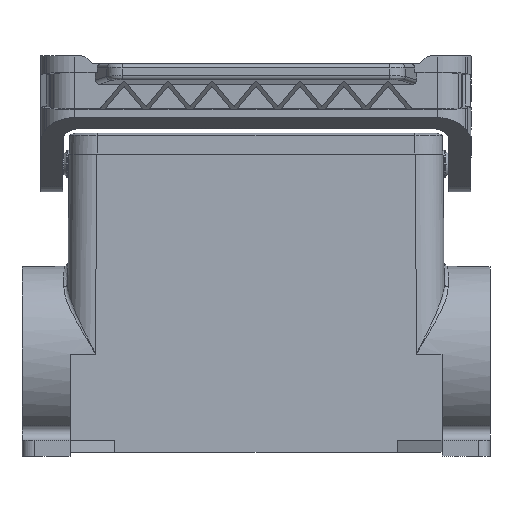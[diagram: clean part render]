
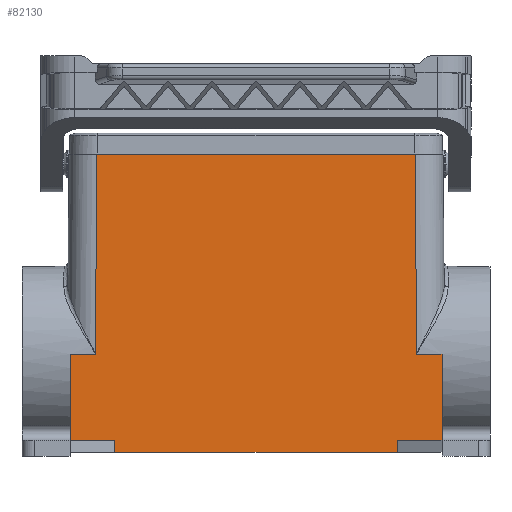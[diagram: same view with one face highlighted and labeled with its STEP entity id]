
A CAD part, front view. The second image highlights one B-rep face of the part: STEP entity #82130.
In plain terms, the highlighted face is planar.
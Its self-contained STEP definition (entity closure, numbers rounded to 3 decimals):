
#730=CARTESIAN_POINT('',(33.384,62.14,
24.691));
#740=VERTEX_POINT('',#730);
#3660=CARTESIAN_POINT('',(33.169,62.355,
0.061));
#3670=DIRECTION('',(0.009,-0.009,
1.));
#3680=VECTOR('',#3670,1.);
#3690=LINE('',#3660,#3680);
#3700=CARTESIAN_POINT('',(33.382,62.141,24.5));
#3710=VERTEX_POINT('',#3700);
#3720=EDGE_CURVE('',#3710,#740,#3690,.T.);
#23440=CARTESIAN_POINT('',(33.818,61.705,74.5));
#23450=VERTEX_POINT('',#23440);
#23500=EDGE_CURVE('',#740,#23450,#3690,.T.);
#28160=CARTESIAN_POINT('',(38.067,62.355,0.));
#28170=DIRECTION('',(-0.015,0.009,
-1.));
#28180=VECTOR('',#28170,1.);
#28190=LINE('',#28160,#28180);
#28200=CARTESIAN_POINT('',(38.112,62.329,3.));
#28210=VERTEX_POINT('',#28200);
#28220=CARTESIAN_POINT('',(38.067,62.355,
0.));
#28230=VERTEX_POINT('',#28220);
#28240=EDGE_CURVE('',#28210,#28230,#28190,.T.);
#35090=CARTESIAN_POINT('',(0.,62.141,24.5));
#35100=DIRECTION('',(-1.,-0.,0.));
#35110=VECTOR('',#35100,1.);
#35120=LINE('',#35090,#35110);
#35130=CARTESIAN_POINT('',(27.069,62.141,24.5));
#35140=VERTEX_POINT('',#35130);
#35150=EDGE_CURVE('',#3710,#35140,#35120,.T.);
#35500=CARTESIAN_POINT('',(0.,62.329,3.));
#35510=DIRECTION('',(1.,0.,0.));
#35520=VECTOR('',#35510,1.);
#35530=LINE('',#35500,#35520);
#35540=CARTESIAN_POINT('',(27.069,62.329,3.));
#35550=VERTEX_POINT('',#35540);
#35560=EDGE_CURVE('',#35550,#28210,#35530,.T.);
#38530=CARTESIAN_POINT('',(27.069,62.355,0.));
#38540=DIRECTION('',(-0.,0.009,-1.));
#38550=VECTOR('',#38540,1.);
#38560=LINE('',#38530,#38550);
#38570=EDGE_CURVE('',#35140,#35550,#38560,.T.);
#40240=CARTESIAN_POINT('',(0.,61.705,74.5));
#40250=DIRECTION('',(-1.,0.,0.));
#40260=VECTOR('',#40250,1.);
#40270=LINE('',#40240,#40260);
#40280=CARTESIAN_POINT('',(113.319,61.705,74.5));
#40290=VERTEX_POINT('',#40280);
#40300=EDGE_CURVE('',#40290,#23450,#40270,.T.);
#81180=CARTESIAN_POINT('',(113.755,62.141,24.5));
#81190=VERTEX_POINT('',#81180);
#81380=CARTESIAN_POINT('',(113.754,62.14,
24.691));
#81390=VERTEX_POINT('',#81380);
#81420=CARTESIAN_POINT('',(113.968,62.355,
0.061));
#81430=DIRECTION('',(-0.009,-0.009,
1.));
#81440=VECTOR('',#81430,1.);
#81450=LINE('',#81420,#81440);
#81460=EDGE_CURVE('',#81190,#81390,#81450,.T.);
#81580=CARTESIAN_POINT('',(120.319,62.355,
0.003));
#81590=DIRECTION('',(-0.,-1.,-0.009));
#81600=DIRECTION('',(-1.,0.,0.));
#81610=AXIS2_PLACEMENT_3D('',#81580,#81590,#81600);
#81620=PLANE('',#81610);
#81630=CARTESIAN_POINT('',(0.,62.141,24.5));
#81640=DIRECTION('',(1.,-0.,0.));
#81650=VECTOR('',#81640,1.);
#81660=LINE('',#81630,#81650);
#81670=CARTESIAN_POINT('',(120.069,62.141,24.5));
#81680=VERTEX_POINT('',#81670);
#81690=EDGE_CURVE('',#81190,#81680,#81660,.T.);
#81700=ORIENTED_EDGE('',*,*,#81690,.T.);
#81710=ORIENTED_EDGE('',*,*,#81460,.F.);
#81720=EDGE_CURVE('',#81390,#40290,#81450,.T.);
#81730=ORIENTED_EDGE('',*,*,#81720,.F.);
#81740=ORIENTED_EDGE('',*,*,#40300,.F.);
#81750=ORIENTED_EDGE('',*,*,#23500,.T.);
#81760=ORIENTED_EDGE('',*,*,#3720,.T.);
#81770=ORIENTED_EDGE('',*,*,#35150,.F.);
#81780=ORIENTED_EDGE('',*,*,#38570,.F.);
#81790=ORIENTED_EDGE('',*,*,#35560,.F.);
#81800=ORIENTED_EDGE('',*,*,#28240,.F.);
#81810=CARTESIAN_POINT('',(0.,62.355,0.));
#81820=DIRECTION('',(1.,0.,0.));
#81830=VECTOR('',#81820,1.);
#81840=LINE('',#81810,#81830);
#81850=CARTESIAN_POINT('',(109.07,62.355,
0.));
#81860=VERTEX_POINT('',#81850);
#81870=EDGE_CURVE('',#28230,#81860,#81840,.T.);
#81880=ORIENTED_EDGE('',*,*,#81870,.F.);
#81890=CARTESIAN_POINT('',(109.07,62.355,
0.));
#81900=DIRECTION('',(0.015,0.009,
-1.));
#81910=VECTOR('',#81900,1.);
#81920=LINE('',#81890,#81910);
#81930=CARTESIAN_POINT('',(109.025,62.329,
3.));
#81940=VERTEX_POINT('',#81930);
#81950=EDGE_CURVE('',#81940,#81860,#81920,.T.);
#81960=ORIENTED_EDGE('',*,*,#81950,.T.);
#81970=CARTESIAN_POINT('',(0.,62.329,3.));
#81980=DIRECTION('',(-1.,0.,0.));
#81990=VECTOR('',#81980,1.);
#82000=LINE('',#81970,#81990);
#82010=CARTESIAN_POINT('',(120.069,62.329,3.)
);
#82020=VERTEX_POINT('',#82010);
#82030=EDGE_CURVE('',#82020,#81940,#82000,.T.);
#82040=ORIENTED_EDGE('',*,*,#82030,.T.);
#82050=CARTESIAN_POINT('',(120.069,62.355,0.));
#82060=DIRECTION('',(-0.,0.009,-1.));
#82070=VECTOR('',#82060,1.);
#82080=LINE('',#82050,#82070);
#82090=EDGE_CURVE('',#81680,#82020,#82080,.T.);
#82100=ORIENTED_EDGE('',*,*,#82090,.T.);
#82110=EDGE_LOOP('',(#82100,#82040,#81960,#81880,#81800,#81790,#81780,
#81770,#81760,#81750,#81740,#81730,#81710,#81700));
#82120=FACE_OUTER_BOUND('',#82110,.T.);
#82130=ADVANCED_FACE('',(#82120),#81620,.F.);
